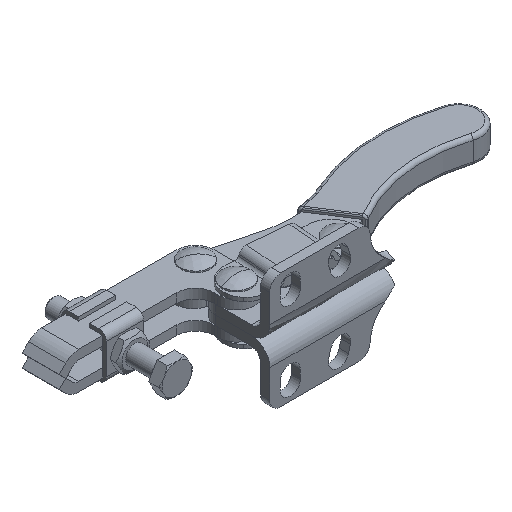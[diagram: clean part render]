
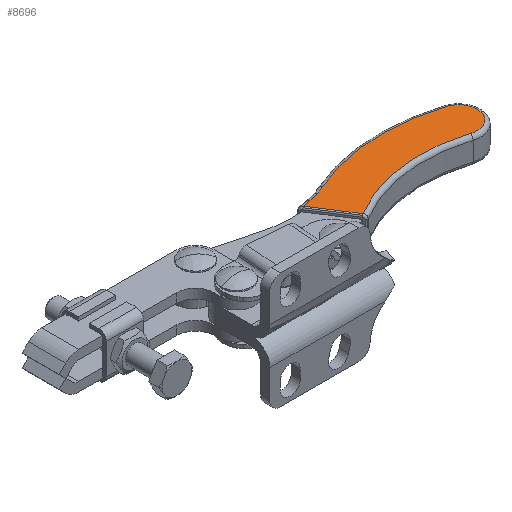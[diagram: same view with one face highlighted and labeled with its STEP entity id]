
A CAD part, isometric view. The second image highlights one B-rep face of the part: STEP entity #8696.
In plain terms, the highlighted planar face has unit normal (0, 0, 1).
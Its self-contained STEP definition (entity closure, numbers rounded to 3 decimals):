
#7602=CARTESIAN_POINT('',(73.019,45.564,5.497));
#7603=VERTEX_POINT('',#7602);
#7620=CARTESIAN_POINT('',(68.61,50.861,5.497));
#7621=VERTEX_POINT('',#7620);
#7629=CARTESIAN_POINT('',(68.03,45.895,5.497));
#7630=DIRECTION('',(0.,0.,-1.));
#7631=DIRECTION('',(0.993,-0.116,0.));
#7632=AXIS2_PLACEMENT_3D('',#7629,#7630,#7631);
#7633=CIRCLE('',#7632,5.);
#7634=EDGE_CURVE('',#7621,#7603,#7633,.T.);
#8646=CARTESIAN_POINT('',(33.101,38.065,5.497));
#8647=DIRECTION('',(0.0,0.0,1.0));
#8648=DIRECTION('',(0.998,-0.066,0.0));
#8649=AXIS2_PLACEMENT_3D('',#8646,#8647,#8648);
#8650=PLANE('',#8649);
#8651=CARTESIAN_POINT('',(35.622,30.541,5.497));
#8652=VERTEX_POINT('',#8651);
#8653=CARTESIAN_POINT('',(27.609,38.975,5.497));
#8654=VERTEX_POINT('',#8653);
#8655=CARTESIAN_POINT('',(35.622,30.541,5.497));
#8656=DIRECTION('',(-0.689,0.725,0.));
#8657=VECTOR('',#8656,11.633);
#8658=LINE('',#8655,#8657);
#8659=EDGE_CURVE('',#8652,#8654,#8658,.T.);
#8660=ORIENTED_EDGE('',*,*,#8659,.F.);
#8661=CARTESIAN_POINT('',(67.449,40.929,5.497));
#8662=VERTEX_POINT('',#8661);
#8663=CARTESIAN_POINT('',(62.807,1.199,5.497));
#8664=DIRECTION('',(0.,0.,1.));
#8665=DIRECTION('',(-0.316,0.949,0.));
#8666=AXIS2_PLACEMENT_3D('',#8663,#8664,#8665);
#8667=CIRCLE('',#8666,40.0);
#8668=EDGE_CURVE('',#8662,#8652,#8667,.T.);
#8669=ORIENTED_EDGE('',*,*,#8668,.F.);
#8670=CARTESIAN_POINT('',(68.03,45.895,5.497));
#8671=DIRECTION('',(0.,0.,-1.));
#8672=DIRECTION('',(0.993,-0.116,0.));
#8673=AXIS2_PLACEMENT_3D('',#8670,#8671,#8672);
#8674=CIRCLE('',#8673,5.);
#8675=EDGE_CURVE('',#7603,#8662,#8674,.T.);
#8676=ORIENTED_EDGE('',*,*,#8675,.F.);
#8677=ORIENTED_EDGE('',*,*,#7634,.F.);
#8678=CARTESIAN_POINT('',(34.361,42.319,5.497));
#8679=VERTEX_POINT('',#8678);
#8680=CARTESIAN_POINT('',(62.807,1.199,5.497));
#8681=DIRECTION('',(0.,0.,-1.));
#8682=DIRECTION('',(-0.242,0.97,0.));
#8683=AXIS2_PLACEMENT_3D('',#8680,#8681,#8682);
#8684=CIRCLE('',#8683,50.);
#8685=EDGE_CURVE('',#8679,#7621,#8684,.T.);
#8686=ORIENTED_EDGE('',*,*,#8685,.F.);
#8687=CARTESIAN_POINT('',(19.569,63.701,5.497));
#8688=DIRECTION('',(0.,0.,1.));
#8689=DIRECTION('',(0.425,-0.905,0.));
#8690=AXIS2_PLACEMENT_3D('',#8687,#8688,#8689);
#8691=CIRCLE('',#8690,26.0);
#8692=EDGE_CURVE('',#8654,#8679,#8691,.T.);
#8693=ORIENTED_EDGE('',*,*,#8692,.F.);
#8694=EDGE_LOOP('',(#8660,#8669,#8676,#8677,#8686,#8693));
#8695=FACE_OUTER_BOUND('',#8694,.T.);
#8696=ADVANCED_FACE('',(#8695),#8650,.T.);
